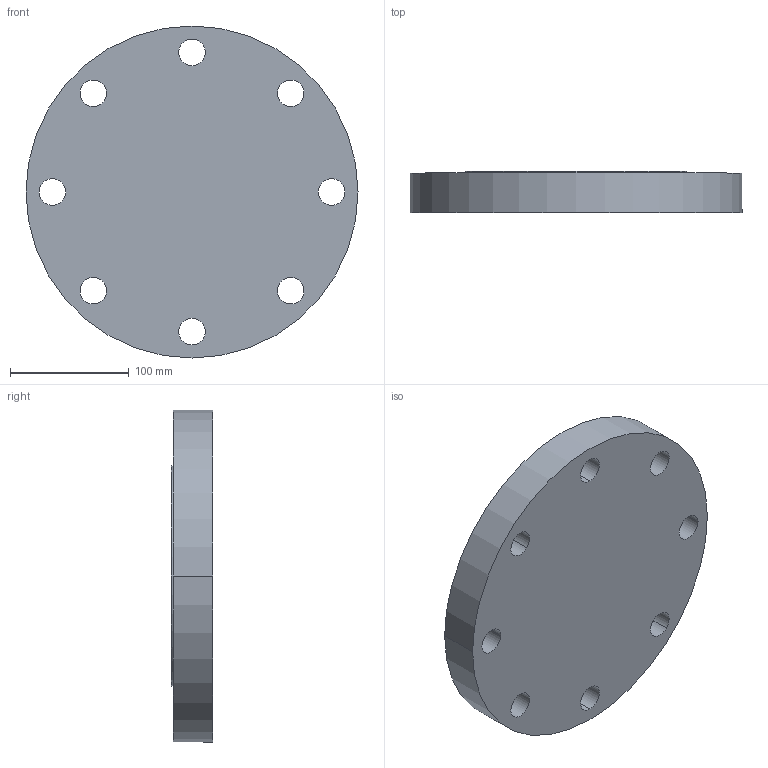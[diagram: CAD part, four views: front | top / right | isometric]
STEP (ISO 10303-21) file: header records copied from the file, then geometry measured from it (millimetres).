
FILE_DESCRIPTION (( 'STEP AP203' ), '1' );
FILE_NAME ('3D_R284_PN300_DN125_17835600.STEP', '2024-07-05T08:42:01', ( '' ), ( '' ), 'SwSTEP 2.0', 'SolidWorks 2024', '' );
FILE_SCHEMA (( 'CONFIG_CONTROL_DESIGN' ));
Length unit declared in the file: millimetre
Products named in the file (1): 3D_R284_PN300_DN125_17835600
Bounding box: 279.4 x 34.9 x 279.4 mm (x, y, z)
Volume: 1980962.9 mm3; surface area: 165200.3 mm2
Topology: 1 solids, 1 shells, 23 faces, 60 edges, 40 vertices
Faces by surface type: cylinder 20, plane 3
Entity records: 843 total; most frequent: DIRECTION 148, CARTESIAN_POINT 124, ORIENTED_EDGE 120, AXIS2_PLACEMENT_3D 64, EDGE_CURVE 60, EDGE_LOOP 40, CIRCLE 40, VERTEX_POINT 40
